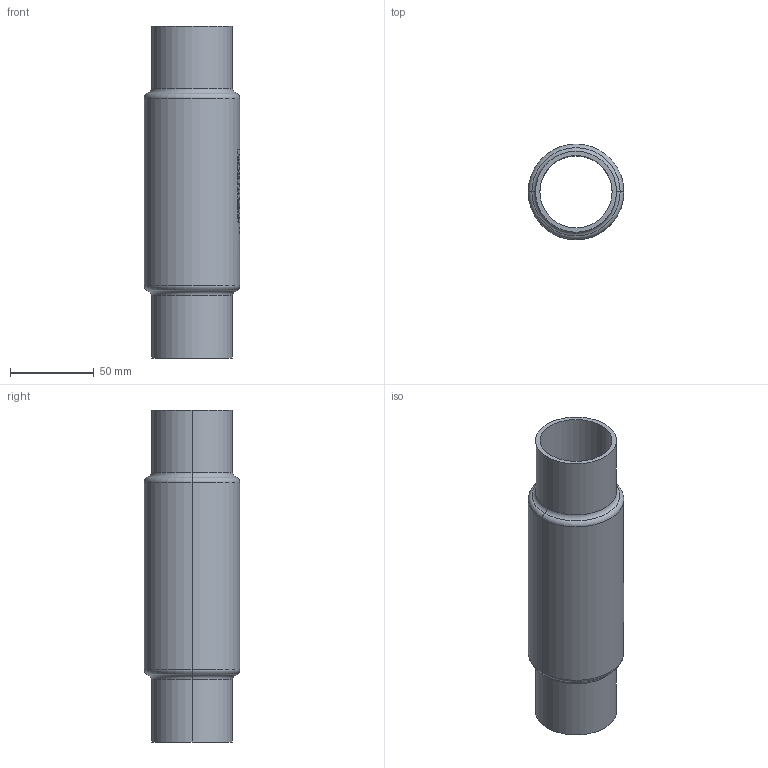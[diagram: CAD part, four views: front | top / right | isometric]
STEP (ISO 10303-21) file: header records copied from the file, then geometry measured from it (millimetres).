
FILE_DESCRIPTION (( 'STEP AP214' ), '1' );
FILE_NAME ('7110000_DN040_ PN10_51420109.STEP', '2022-02-28T06:57:35', ( 'axxx' ), ( 'Hewlett-Packard Company' ), 'SwSTEP 2.0', 'SolidWorks 2019', '' );
FILE_SCHEMA (( 'AUTOMOTIVE_DESIGN' ));
Length unit declared in the file: millimetre
Products named in the file (1): 7110000_DN040_ PN10_51420109
Bounding box: 57 x 57 x 198 mm (x, y, z)
Volume: 157999.5 mm3; surface area: 64455.5 mm2
Topology: 1 solids, 1 shells, 495 faces, 1323 edges, 878 vertices
Faces by surface type: plane 240, bspline 206, cylinder 41, torus 8
Entity records: 27499 total; most frequent: CARTESIAN_POINT 16614, ORIENTED_EDGE 2646, DIRECTION 1522, EDGE_CURVE 1323, VERTEX_POINT 878, LINE 722, VECTOR 722, EDGE_LOOP 545
